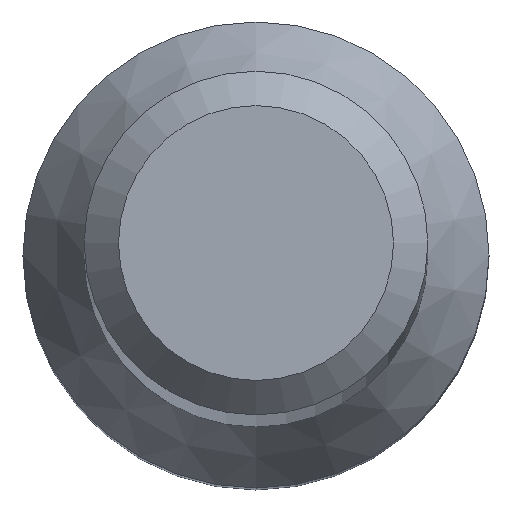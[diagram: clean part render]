
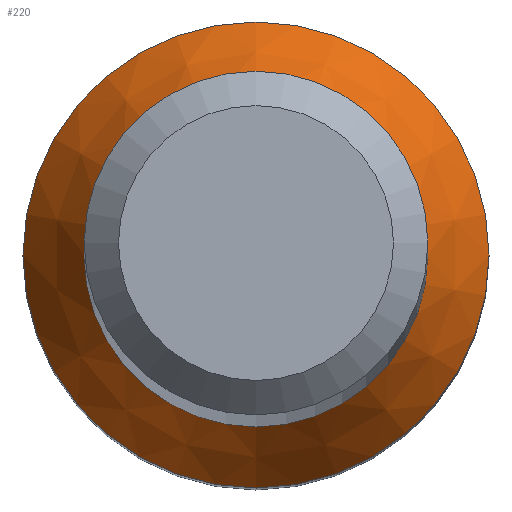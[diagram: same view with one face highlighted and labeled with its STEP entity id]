
A CAD part, top view. The second image highlights one B-rep face of the part: STEP entity #220.
In plain terms, the highlighted conical face has half-angle 30 degrees and reference radius 2.034 mm.
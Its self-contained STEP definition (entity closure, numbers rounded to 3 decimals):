
#11 = ORIENTED_EDGE ( 'NONE', *, *, #114, .F. ) ;
#21 = EDGE_LOOP ( 'NONE', ( #11 ) ) ;
#30 = EDGE_LOOP ( 'NONE', ( #106 ) ) ;
#38 = CARTESIAN_POINT ( 'NONE',  ( 0., 0., 10.158 ) ) ;
#49 = AXIS2_PLACEMENT_3D ( 'NONE', #38, #78, #153 ) ;
#52 = EDGE_CURVE ( 'NONE', #155, #155, #64, .T. ) ;
#61 = CARTESIAN_POINT ( 'NONE',  ( 0., 2.034, 10.158 ) ) ;
#64 = CIRCLE ( 'NONE', #225, 1.5 ) ;
#75 = CARTESIAN_POINT ( 'NONE',  ( 0., 0., 11.083 ) ) ;
#78 = DIRECTION ( 'NONE',  ( 0., 0., -1. ) ) ;
#85 = CARTESIAN_POINT ( 'NONE',  ( 0., 1.5, 11.083 ) ) ;
#106 = ORIENTED_EDGE ( 'NONE', *, *, #52, .T. ) ;
#114 = EDGE_CURVE ( 'NONE', #209, #209, #216, .T. ) ;
#120 = CONICAL_SURFACE ( 'NONE', #182, 2.034, 0.524 ) ;
#122 = CARTESIAN_POINT ( 'NONE',  ( 0., 0., 10.158 ) ) ;
#149 = DIRECTION ( 'NONE',  ( 0., 0., -1. ) ) ;
#153 = DIRECTION ( 'NONE',  ( 0., 1., 0. ) ) ;
#155 = VERTEX_POINT ( 'NONE', #85 ) ;
#175 = DIRECTION ( 'NONE',  ( 0., 1., 0. ) ) ;
#182 = AXIS2_PLACEMENT_3D ( 'NONE', #122, #227, #175 ) ;
#196 = FACE_OUTER_BOUND ( 'NONE', #21, .T. ) ;
#209 = VERTEX_POINT ( 'NONE', #61 ) ;
#216 = CIRCLE ( 'NONE', #49, 2.034 ) ;
#219 = DIRECTION ( 'NONE',  ( 0., 1., 0. ) ) ;
#220 = ADVANCED_FACE ( 'NONE', ( #242, #196 ), #120, .T. ) ;
#225 = AXIS2_PLACEMENT_3D ( 'NONE', #75, #149, #219 ) ;
#227 = DIRECTION ( 'NONE',  ( 0., 0., -1. ) ) ;
#242 = FACE_BOUND ( 'NONE', #30, .T. ) ;
